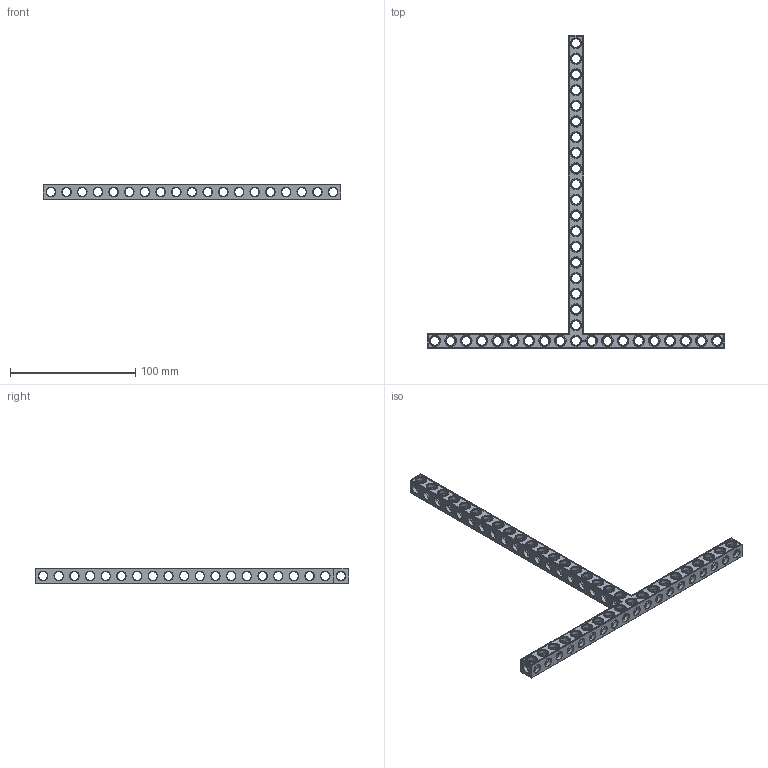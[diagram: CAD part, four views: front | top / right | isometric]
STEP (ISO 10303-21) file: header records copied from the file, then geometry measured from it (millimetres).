
FILE_DESCRIPTION(('FreeCAD Model'),'2;1');
FILE_NAME('Open CASCADE Shape Model','2022-01-29T22:21:19',( 'Paulo Kiefe'),('STEMFIE.org'),'Open CASCADE STEP processor 7.4', 'FreeCAD','Unknown');
FILE_SCHEMA(('AUTOMOTIVE_DESIGN { 1 0 10303 214 1 1 1 1 }'));
Products named in the file (1): Beam_TSH_SYM_ESS_BU19x20x01_-_SPN-BEM-1170_(stemfie.org)
Bounding box: 237.5 x 250 x 12.5 mm (x, y, z)
Volume: 37117.1 mm3; surface area: 33175.3 mm2
Topology: 1 solids, 1 shells, 915 faces, 2901 edges, 1908 vertices
Faces by surface type: plane 422, cylinder 231, cone 156, extrusion 106
Full cylindrical faces by diameter (mm): 6.98 x20, 7 x173, 9.2 x38
Entity records: 115020 total; most frequent: CARTESIAN_POINT 61041, DIRECTION 8901, ORIENTED_EDGE 5802, PCURVE 5802, DEFINITIONAL_REPRESENTATION 5802, VECTOR 5249, LINE 5143, EDGE_CURVE 2901
